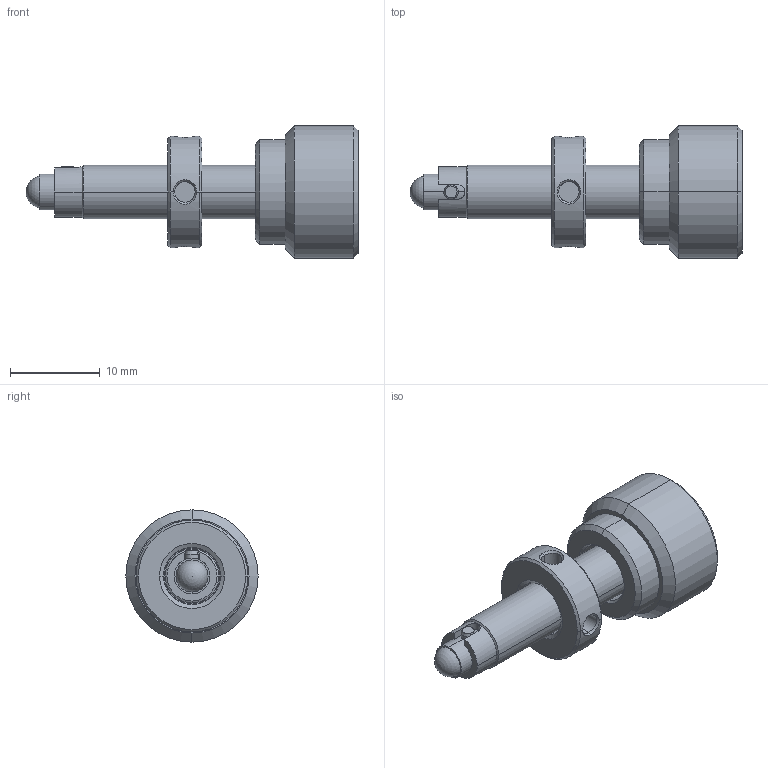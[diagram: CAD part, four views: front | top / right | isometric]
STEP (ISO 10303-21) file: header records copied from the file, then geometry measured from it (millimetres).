
FILE_DESCRIPTION (( 'STEP AP214' ), '1' );
FILE_NAME ('TTN253574-E0W.STEP', '2022-07-25T18:44:24', ( '' ), ( '' ), 'SwSTEP 2.0', 'SolidWorks 2018', '' );
FILE_SCHEMA (( 'AUTOMOTIVE_DESIGN' ));
Length unit declared in the file: inch
Products named in the file (1): TTN253574-E0W
Bounding box: 36.98 x 14.73 x 14.73 mm (x, y, z)
Volume: 2377.5 mm3; surface area: 2977.7 mm2
Topology: 8 solids, 8 shells, 326 faces, 785 edges, 504 vertices
Faces by surface type: bspline 122, plane 93, cylinder 67, cone 40, torus 2, sphere 2
Entity records: 17416 total; most frequent: CARTESIAN_POINT 6230, ORIENTED_EDGE 1562, DIRECTION 1077, EDGE_CURVE 781, VERTEX_POINT 502, AXIS2_PLACEMENT_3D 367, EDGE_LOOP 367, VECTOR 343
